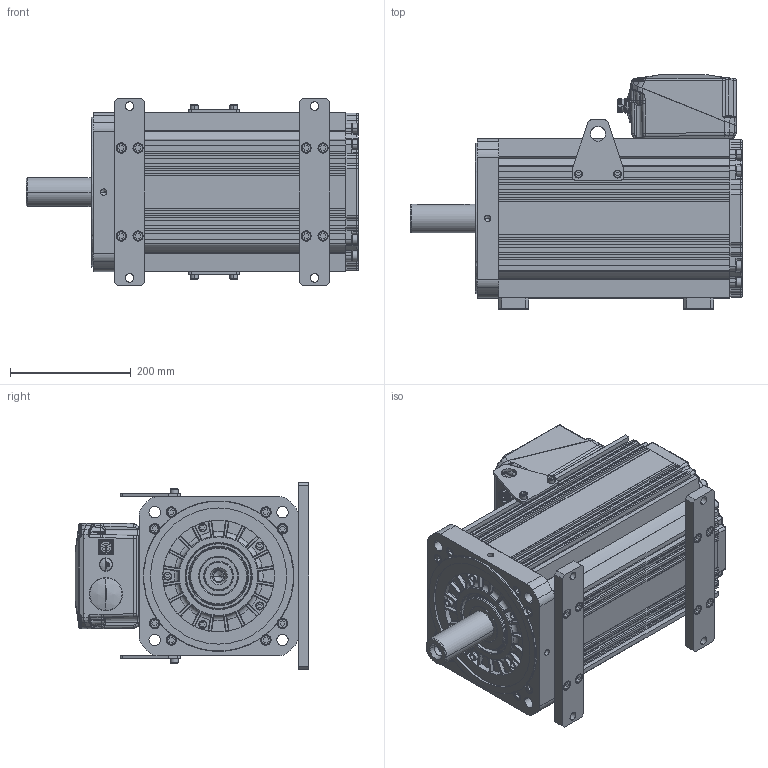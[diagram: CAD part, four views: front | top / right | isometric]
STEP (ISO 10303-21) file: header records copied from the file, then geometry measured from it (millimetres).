
FILE_DESCRIPTION((''),'2;1');
FILE_NAME('51553N-1_SW0001','2016-06-04T',('songwenquan'),(''),'PRO/ENGINEER BY PARAMETRIC TECHNOLOGY CORPORATION, 2010430','PRO/ENGINEER BY PARAMETRIC TECHNOLOGY CORPORATION, 2010430','');
FILE_SCHEMA(('CONFIG_CONTROL_DESIGN'));
Products named in the file (1): 51553N-1_SW0001
Bounding box: 551.02 x 388.3 x 309 mm (x, y, z)
Surface area: 1251208.4 mm2 (no closed solid volume)
Topology: 0 solids, 131 shells, 2130 faces, 6684 edges, 4604 vertices
Faces by surface type: plane 978, cylinder 572, bspline 279, torus 156, cone 124, sphere 20, extrusion 1
Entity records: 102494 total; most frequent: CARTESIAN_POINT 45357, DIRECTION 11651, ORIENTED_EDGE 11136, EDGE_CURVE 6674, VERTEX_POINT 4604, AXIS2_PLACEMENT_3D 4145, VECTOR 3361, LINE 3360
